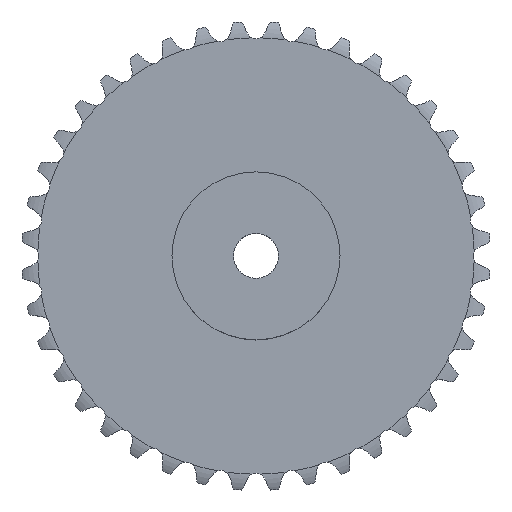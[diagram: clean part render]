
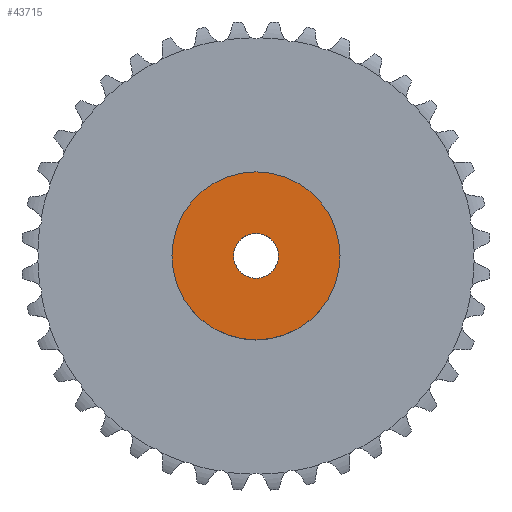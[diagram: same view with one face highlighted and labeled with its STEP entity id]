
A CAD part, top view. The second image highlights one B-rep face of the part: STEP entity #43715.
In plain terms, the highlighted planar face has unit normal (0, 0, 1).
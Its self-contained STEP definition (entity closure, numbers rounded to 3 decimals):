
#4881 = CYLINDRICAL_SURFACE('',#4882,15.);
#4882 = AXIS2_PLACEMENT_3D('',#4883,#4884,#4885);
#4883 = CARTESIAN_POINT('',(0.,0.,0.));
#4884 = DIRECTION('',(-0.,-0.,-1.));
#4885 = DIRECTION('',(1.,0.,0.));
#27638 = VERTEX_POINT('',#27639);
#27639 = CARTESIAN_POINT('',(15.,0.,16.));
#27660 = EDGE_CURVE('',#27638,#27638,#27661,.T.);
#27661 = SURFACE_CURVE('',#27662,(#27667,#27674),.PCURVE_S1.);
#27662 = CIRCLE('',#27663,15.);
#27663 = AXIS2_PLACEMENT_3D('',#27664,#27665,#27666);
#27664 = CARTESIAN_POINT('',(0.,0.,16.));
#27665 = DIRECTION('',(0.,0.,1.));
#27666 = DIRECTION('',(1.,0.,0.));
#27667 = PCURVE('',#4881,#27668);
#27668 = DEFINITIONAL_REPRESENTATION('',(#27669),#27673);
#27669 = LINE('',#27670,#27671);
#27670 = CARTESIAN_POINT('',(-0.,-16.));
#27671 = VECTOR('',#27672,1.);
#27672 = DIRECTION('',(-1.,0.));
#27673 = ( GEOMETRIC_REPRESENTATION_CONTEXT(2) 
PARAMETRIC_REPRESENTATION_CONTEXT() REPRESENTATION_CONTEXT('2D SPACE',''
  ) );
#27674 = PCURVE('',#27675,#27680);
#27675 = PLANE('',#27676);
#27676 = AXIS2_PLACEMENT_3D('',#27677,#27678,#27679);
#27677 = CARTESIAN_POINT('',(0.,0.,16.)
  );
#27678 = DIRECTION('',(0.,0.,1.));
#27679 = DIRECTION('',(1.,0.,0.));
#27680 = DEFINITIONAL_REPRESENTATION('',(#27681),#27685);
#27681 = CIRCLE('',#27682,15.);
#27682 = AXIS2_PLACEMENT_2D('',#27683,#27684);
#27683 = CARTESIAN_POINT('',(0.,0.));
#27684 = DIRECTION('',(1.,0.));
#27685 = ( GEOMETRIC_REPRESENTATION_CONTEXT(2) 
PARAMETRIC_REPRESENTATION_CONTEXT() REPRESENTATION_CONTEXT('2D SPACE',''
  ) );
#37113 = CYLINDRICAL_SURFACE('',#37114,4.);
#37114 = AXIS2_PLACEMENT_3D('',#37115,#37116,#37117);
#37115 = CARTESIAN_POINT('',(0.,0.,125.467));
#37116 = DIRECTION('',(0.,0.,1.));
#37117 = DIRECTION('',(1.,0.,0.));
#43715 = ADVANCED_FACE('',(#43716,#43719),#27675,.T.);
#43716 = FACE_BOUND('',#43717,.T.);
#43717 = EDGE_LOOP('',(#43718));
#43718 = ORIENTED_EDGE('',*,*,#27660,.T.);
#43719 = FACE_BOUND('',#43720,.T.);
#43720 = EDGE_LOOP('',(#43721));
#43721 = ORIENTED_EDGE('',*,*,#43722,.F.);
#43722 = EDGE_CURVE('',#43723,#43723,#43725,.T.);
#43723 = VERTEX_POINT('',#43724);
#43724 = CARTESIAN_POINT('',(4.,0.,16.));
#43725 = SURFACE_CURVE('',#43726,(#43731,#43738),.PCURVE_S1.);
#43726 = CIRCLE('',#43727,4.);
#43727 = AXIS2_PLACEMENT_3D('',#43728,#43729,#43730);
#43728 = CARTESIAN_POINT('',(0.,0.,16.));
#43729 = DIRECTION('',(0.,0.,1.));
#43730 = DIRECTION('',(1.,0.,0.));
#43731 = PCURVE('',#27675,#43732);
#43732 = DEFINITIONAL_REPRESENTATION('',(#43733),#43737);
#43733 = CIRCLE('',#43734,4.);
#43734 = AXIS2_PLACEMENT_2D('',#43735,#43736);
#43735 = CARTESIAN_POINT('',(0.,0.));
#43736 = DIRECTION('',(1.,0.));
#43737 = ( GEOMETRIC_REPRESENTATION_CONTEXT(2) 
PARAMETRIC_REPRESENTATION_CONTEXT() REPRESENTATION_CONTEXT('2D SPACE',''
  ) );
#43738 = PCURVE('',#37113,#43739);
#43739 = DEFINITIONAL_REPRESENTATION('',(#43740),#43744);
#43740 = LINE('',#43741,#43742);
#43741 = CARTESIAN_POINT('',(0.,-109.467));
#43742 = VECTOR('',#43743,1.);
#43743 = DIRECTION('',(1.,0.));
#43744 = ( GEOMETRIC_REPRESENTATION_CONTEXT(2) 
PARAMETRIC_REPRESENTATION_CONTEXT() REPRESENTATION_CONTEXT('2D SPACE',''
  ) );
